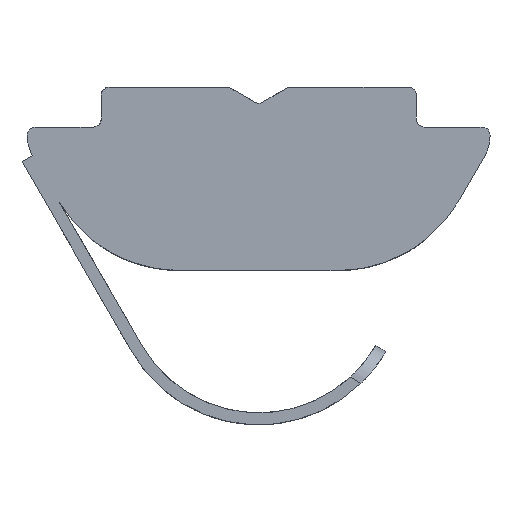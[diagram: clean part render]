
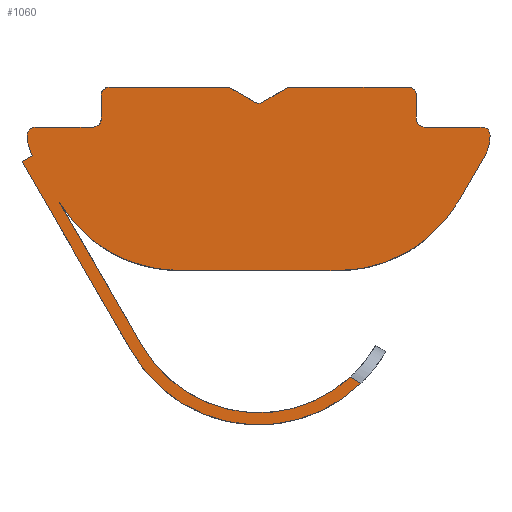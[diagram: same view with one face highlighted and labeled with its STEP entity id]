
A CAD part, front view. The second image highlights one B-rep face of the part: STEP entity #1060.
In plain terms, the highlighted planar face has unit normal (0, -1, 0).
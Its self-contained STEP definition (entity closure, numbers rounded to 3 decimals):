
#44=PLANE('',#1158);
#97=FACE_OUTER_BOUND('',#150,.T.);
#150=EDGE_LOOP('',(#955,#956,#957,#958,#959,#960,#961,#962,#963,#964,#965,
#966,#967,#968,#969,#970,#971,#972,#973,#974,#975,#976,#977,#978,#979,#980,
#981,#982,#983));
#165=LINE('',#1698,#256);
#168=LINE('',#1706,#259);
#170=LINE('',#1710,#261);
#172=LINE('',#1715,#263);
#181=LINE('',#1738,#272);
#182=LINE('',#1740,#273);
#191=LINE('',#1769,#282);
#194=LINE('',#1781,#285);
#203=LINE('',#1806,#294);
#207=LINE('',#1818,#298);
#211=LINE('',#1829,#302);
#215=LINE('',#1841,#306);
#219=LINE('',#1848,#310);
#236=LINE('',#2015,#327);
#238=LINE('',#2053,#329);
#241=LINE('',#2062,#332);
#256=VECTOR('',#1213,1.);
#259=VECTOR('',#1222,1.);
#261=VECTOR('',#1226,1.);
#263=VECTOR('',#1230,1.);
#272=VECTOR('',#1255,1.);
#273=VECTOR('',#1258,1.);
#282=VECTOR('',#1279,1.);
#285=VECTOR('',#1290,1.);
#294=VECTOR('',#1321,1.);
#298=VECTOR('',#1333,1.);
#302=VECTOR('',#1345,1.);
#306=VECTOR('',#1357,1.);
#310=VECTOR('',#1363,1.);
#327=VECTOR('',#1414,1.);
#329=VECTOR('',#1428,1.);
#332=VECTOR('',#1441,1.);
#347=CIRCLE('',#1076,3.5);
#348=CIRCLE('',#1079,0.2);
#350=CIRCLE('',#1083,0.2);
#351=CIRCLE('',#1089,0.2);
#352=CIRCLE('',#1091,0.2);
#354=CIRCLE('',#1099,3.5);
#356=CIRCLE('',#1103,0.2);
#359=CIRCLE('',#1108,0.2);
#362=CIRCLE('',#1118,0.2);
#364=CIRCLE('',#1122,1.);
#366=CIRCLE('',#1126,1.);
#372=CIRCLE('',#1143,3.677);
#375=CIRCLE('',#1154,3.377);
#429=VERTEX_POINT('',#1676);
#430=VERTEX_POINT('',#1678);
#432=VERTEX_POINT('',#1686);
#433=VERTEX_POINT('',#1688);
#436=VERTEX_POINT('',#1696);
#437=VERTEX_POINT('',#1700);
#438=VERTEX_POINT('',#1704);
#439=VERTEX_POINT('',#1708);
#440=VERTEX_POINT('',#1712);
#441=VERTEX_POINT('',#1714);
#444=VERTEX_POINT('',#1724);
#445=VERTEX_POINT('',#1728);
#447=VERTEX_POINT('',#1736);
#451=VERTEX_POINT('',#1752);
#452=VERTEX_POINT('',#1754);
#456=VERTEX_POINT('',#1771);
#457=VERTEX_POINT('',#1772);
#460=VERTEX_POINT('',#1780);
#465=VERTEX_POINT('',#1805);
#467=VERTEX_POINT('',#1811);
#469=VERTEX_POINT('',#1817);
#471=VERTEX_POINT('',#1823);
#473=VERTEX_POINT('',#1832);
#475=VERTEX_POINT('',#1835);
#478=VERTEX_POINT('',#1846);
#498=VERTEX_POINT('',#1968);
#499=VERTEX_POINT('',#1979);
#503=VERTEX_POINT('',#2004);
#506=VERTEX_POINT('',#2055);
#537=EDGE_CURVE('',#429,#430,#347,.T.);
#542=EDGE_CURVE('',#432,#433,#348,.T.);
#547=EDGE_CURVE('',#436,#432,#165,.T.);
#549=EDGE_CURVE('',#437,#436,#350,.T.);
#551=EDGE_CURVE('',#438,#437,#168,.T.);
#553=EDGE_CURVE('',#439,#438,#170,.T.);
#555=EDGE_CURVE('',#440,#441,#172,.T.);
#561=EDGE_CURVE('',#444,#439,#351,.T.);
#562=EDGE_CURVE('',#441,#445,#352,.T.);
#567=EDGE_CURVE('',#447,#444,#181,.T.);
#568=EDGE_CURVE('',#445,#447,#182,.T.);
#575=EDGE_CURVE('',#451,#452,#354,.T.);
#580=EDGE_CURVE('',#430,#451,#191,.T.);
#581=EDGE_CURVE('',#456,#457,#356,.T.);
#585=EDGE_CURVE('',#457,#460,#194,.T.);
#589=EDGE_CURVE('',#460,#440,#359,.T.);
#598=EDGE_CURVE('',#433,#465,#203,.T.);
#601=EDGE_CURVE('',#465,#467,#362,.T.);
#604=EDGE_CURVE('',#467,#469,#207,.T.);
#607=EDGE_CURVE('',#469,#471,#364,.T.);
#610=EDGE_CURVE('',#471,#429,#211,.T.);
#613=EDGE_CURVE('',#473,#475,#366,.T.);
#616=EDGE_CURVE('',#475,#456,#215,.T.);
#620=EDGE_CURVE('',#473,#478,#219,.T.);
#647=EDGE_CURVE('',#498,#499,#372,.T.);
#654=EDGE_CURVE('',#503,#498,#236,.T.);
#661=EDGE_CURVE('',#499,#478,#238,.T.);
#663=EDGE_CURVE('',#503,#506,#375,.T.);
#665=EDGE_CURVE('',#506,#452,#241,.T.);
#955=ORIENTED_EDGE('',*,*,#620,.T.);
#956=ORIENTED_EDGE('',*,*,#661,.F.);
#957=ORIENTED_EDGE('',*,*,#647,.F.);
#958=ORIENTED_EDGE('',*,*,#654,.F.);
#959=ORIENTED_EDGE('',*,*,#663,.T.);
#960=ORIENTED_EDGE('',*,*,#665,.T.);
#961=ORIENTED_EDGE('',*,*,#575,.F.);
#962=ORIENTED_EDGE('',*,*,#580,.F.);
#963=ORIENTED_EDGE('',*,*,#537,.F.);
#964=ORIENTED_EDGE('',*,*,#610,.F.);
#965=ORIENTED_EDGE('',*,*,#607,.F.);
#966=ORIENTED_EDGE('',*,*,#604,.F.);
#967=ORIENTED_EDGE('',*,*,#601,.F.);
#968=ORIENTED_EDGE('',*,*,#598,.F.);
#969=ORIENTED_EDGE('',*,*,#542,.F.);
#970=ORIENTED_EDGE('',*,*,#547,.F.);
#971=ORIENTED_EDGE('',*,*,#549,.F.);
#972=ORIENTED_EDGE('',*,*,#551,.F.);
#973=ORIENTED_EDGE('',*,*,#553,.F.);
#974=ORIENTED_EDGE('',*,*,#561,.F.);
#975=ORIENTED_EDGE('',*,*,#567,.F.);
#976=ORIENTED_EDGE('',*,*,#568,.F.);
#977=ORIENTED_EDGE('',*,*,#562,.F.);
#978=ORIENTED_EDGE('',*,*,#555,.F.);
#979=ORIENTED_EDGE('',*,*,#589,.F.);
#980=ORIENTED_EDGE('',*,*,#585,.F.);
#981=ORIENTED_EDGE('',*,*,#581,.F.);
#982=ORIENTED_EDGE('',*,*,#616,.F.);
#983=ORIENTED_EDGE('',*,*,#613,.F.);
#1060=ADVANCED_FACE('',(#97),#44,.F.);
#1076=AXIS2_PLACEMENT_3D('',#1679,#1194,#1195);
#1079=AXIS2_PLACEMENT_3D('',#1689,#1204,#1205);
#1083=AXIS2_PLACEMENT_3D('',#1702,#1217,#1218);
#1089=AXIS2_PLACEMENT_3D('',#1726,#1240,#1241);
#1091=AXIS2_PLACEMENT_3D('',#1729,#1244,#1245);
#1099=AXIS2_PLACEMENT_3D('',#1755,#1271,#1272);
#1103=AXIS2_PLACEMENT_3D('',#1773,#1282,#1283);
#1108=AXIS2_PLACEMENT_3D('',#1787,#1297,#1298);
#1118=AXIS2_PLACEMENT_3D('',#1812,#1326,#1327);
#1122=AXIS2_PLACEMENT_3D('',#1824,#1338,#1339);
#1126=AXIS2_PLACEMENT_3D('',#1836,#1350,#1351);
#1143=AXIS2_PLACEMENT_3D('',#1980,#1403,#1404);
#1154=AXIS2_PLACEMENT_3D('',#2057,#1432,#1433);
#1158=AXIS2_PLACEMENT_3D('',#2063,#1442,#1443);
#1194=DIRECTION('center_axis',(0.,1.,0.));
#1195=DIRECTION('ref_axis',(0.,0.,
-1.));
#1204=DIRECTION('center_axis',(0.,-1.,0.));
#1205=DIRECTION('ref_axis',(0.,0.,-1.));
#1213=DIRECTION('',(0.,0.,-1.));
#1217=DIRECTION('center_axis',(0.,1.,0.));
#1218=DIRECTION('ref_axis',(1.,0.,0.));
#1222=DIRECTION('',(1.,0.,0.));
#1226=DIRECTION('',(0.866,0.,0.5));
#1230=DIRECTION('',(0.,0.,1.));
#1240=DIRECTION('center_axis',(0.,-1.,0.));
#1241=DIRECTION('ref_axis',(0.5,0.,-0.866));
#1244=DIRECTION('center_axis',(0.,1.,0.));
#1245=DIRECTION('ref_axis',(0.,0.,1.));
#1255=DIRECTION('',(0.866,0.,-0.5));
#1258=DIRECTION('',(1.,0.,0.));
#1271=DIRECTION('center_axis',(0.,1.,0.));
#1272=DIRECTION('ref_axis',(-0.866,0.,-0.5));
#1279=DIRECTION('',(-1.,0.,0.));
#1282=DIRECTION('center_axis',(0.,1.,0.));
#1283=DIRECTION('ref_axis',(0.,0.,
1.));
#1290=DIRECTION('',(1.,0.,0.));
#1297=DIRECTION('center_axis',(0.,-1.,0.));
#1298=DIRECTION('ref_axis',(1.,0.,0.));
#1321=DIRECTION('',(1.,0.,0.));
#1326=DIRECTION('center_axis',(0.,1.,0.));
#1327=DIRECTION('ref_axis',(1.,0.,0.));
#1333=DIRECTION('',(0.,0.,-1.));
#1338=DIRECTION('center_axis',(0.,1.,0.));
#1339=DIRECTION('ref_axis',(0.866,0.,-0.5));
#1345=DIRECTION('',(-0.5,0.,-0.866));
#1350=DIRECTION('center_axis',(0.,1.,0.));
#1351=DIRECTION('ref_axis',(-1.,0.,0.));
#1357=DIRECTION('',(0.,0.,1.));
#1363=DIRECTION('',(-0.866,0.,-0.5));
#1403=DIRECTION('center_axis',(0.,1.,0.));
#1404=DIRECTION('ref_axis',(-1.,0.,0.));
#1414=DIRECTION('',(0.866,0.,-0.5));
#1428=DIRECTION('',(-0.5,0.,0.866));
#1432=DIRECTION('center_axis',(0.,1.,0.));
#1433=DIRECTION('ref_axis',(-1.,0.,0.));
#1441=DIRECTION('',(-0.5,0.,0.866));
#1442=DIRECTION('center_axis',(0.,1.,0.));
#1443=DIRECTION('ref_axis',(0.,0.,1.));
#1676=CARTESIAN_POINT('',(5.021,-8.,-2.85));
#1678=CARTESIAN_POINT('',(1.989,-8.,-4.6));
#1679=CARTESIAN_POINT('Origin',(1.989,-8.,-1.1));
#1686=CARTESIAN_POINT('',(3.95,-8.,-0.8));
#1688=CARTESIAN_POINT('',(4.15,-8.,-1.));
#1689=CARTESIAN_POINT('Origin',(4.15,-8.,-0.8));
#1696=CARTESIAN_POINT('',(3.95,-8.,-0.2));
#1698=CARTESIAN_POINT('',(3.95,-8.,-0.8));
#1700=CARTESIAN_POINT('',(3.75,-8.,0.));
#1702=CARTESIAN_POINT('Origin',(3.75,-8.,-0.2));
#1704=CARTESIAN_POINT('',(0.75,-8.,0.));
#1706=CARTESIAN_POINT('',(3.75,-8.,0.));
#1708=CARTESIAN_POINT('',(0.1,-8.,-0.375));
#1710=CARTESIAN_POINT('',(0.75,-8.,0.));
#1712=CARTESIAN_POINT('',(-3.95,-8.,-0.8));
#1714=CARTESIAN_POINT('',(-3.95,-8.,-0.2));
#1715=CARTESIAN_POINT('',(-3.95,-8.,-0.2));
#1724=CARTESIAN_POINT('',(-0.1,-8.,-0.375));
#1726=CARTESIAN_POINT('Origin',(0.,-8.,-0.202));
#1728=CARTESIAN_POINT('',(-3.75,-8.,0.));
#1729=CARTESIAN_POINT('Origin',(-3.75,-8.,-0.2));
#1736=CARTESIAN_POINT('',(-0.75,-8.,0.));
#1738=CARTESIAN_POINT('',(-0.1,-8.,-0.375));
#1740=CARTESIAN_POINT('',(-0.75,-8.,0.));
#1752=CARTESIAN_POINT('',(-1.989,-8.,-4.6));
#1754=CARTESIAN_POINT('',(-4.998,-8.,-2.888));
#1755=CARTESIAN_POINT('Origin',(-1.989,-8.,-1.1));
#1769=CARTESIAN_POINT('',(-1.989,-8.,-4.6));
#1771=CARTESIAN_POINT('',(-5.8,-8.,-1.2));
#1772=CARTESIAN_POINT('',(-5.6,-8.,-1.));
#1773=CARTESIAN_POINT('Origin',(-5.6,-8.,-1.2));
#1780=CARTESIAN_POINT('',(-4.15,-8.,-1.));
#1781=CARTESIAN_POINT('',(-4.15,-8.,-1.));
#1787=CARTESIAN_POINT('Origin',(-4.15,-8.,-0.8));
#1805=CARTESIAN_POINT('',(5.6,-8.,-1.));
#1806=CARTESIAN_POINT('',(5.6,-8.,-1.));
#1811=CARTESIAN_POINT('',(5.8,-8.,-1.2));
#1812=CARTESIAN_POINT('Origin',(5.6,-8.,-1.2));
#1817=CARTESIAN_POINT('',(5.8,-8.,-1.232));
#1818=CARTESIAN_POINT('',(5.8,-8.,-1.232));
#1823=CARTESIAN_POINT('',(5.666,-8.,-1.732));
#1824=CARTESIAN_POINT('Origin',(4.8,-8.,-1.232));
#1829=CARTESIAN_POINT('',(5.021,-8.,-2.85));
#1832=CARTESIAN_POINT('',(-5.675,-8.,-1.716));
#1835=CARTESIAN_POINT('',(-5.8,-8.,-1.232));
#1836=CARTESIAN_POINT('Origin',(-4.8,-8.,-1.232));
#1841=CARTESIAN_POINT('',(-5.8,-8.,-1.2));
#1846=CARTESIAN_POINT('',(-5.935,-8.,-1.866));
#1848=CARTESIAN_POINT('',(-5.675,-8.,-1.716));
#1968=CARTESIAN_POINT('',(2.565,-8.,-7.426));
#1979=CARTESIAN_POINT('',(-3.185,-8.,-6.629));
#1980=CARTESIAN_POINT('Origin',(0.,-8.,-4.79));
#2004=CARTESIAN_POINT('',(2.294,-8.,-7.269));
#2015=CARTESIAN_POINT('',(0.67,-8.,-6.332));
#2053=CARTESIAN_POINT('',(-3.185,-8.,-6.629));
#2055=CARTESIAN_POINT('',(-2.925,-8.,-6.479));
#2057=CARTESIAN_POINT('Origin',(0.,-8.,-4.79));
#2062=CARTESIAN_POINT('',(-2.925,-8.,-6.479));
#2063=CARTESIAN_POINT('Origin',(-1.879,-8.,-6.092));
